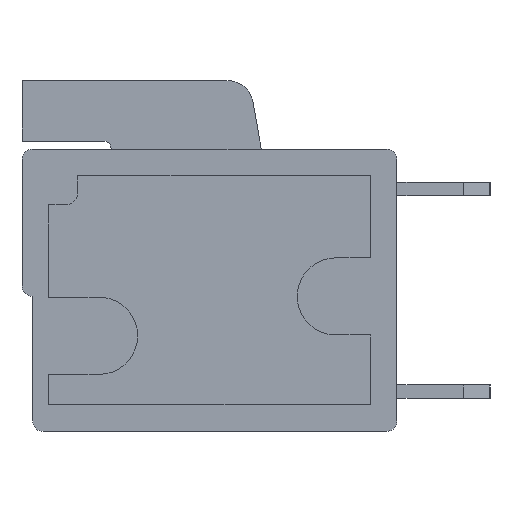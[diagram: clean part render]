
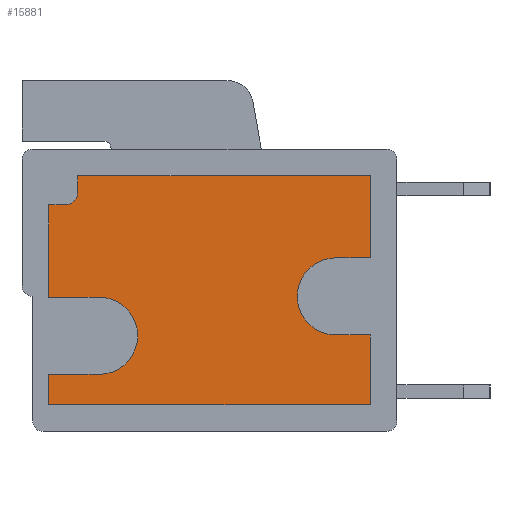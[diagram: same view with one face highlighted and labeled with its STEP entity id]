
A CAD part, left-side view. The second image highlights one B-rep face of the part: STEP entity #15881.
In plain terms, the highlighted planar face has unit normal (-1, 0, 0).
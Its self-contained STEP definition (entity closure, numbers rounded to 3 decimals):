
#128 = CARTESIAN_POINT ( 'NONE',  ( 1.5, 12., -3.58 ) ) ;
#505 = DIRECTION ( 'NONE',  ( -1., 0., 0. ) ) ;
#641 = VECTOR ( 'NONE', #12114, 1000. ) ;
#829 = CARTESIAN_POINT ( 'NONE',  ( 1.5, 13.1, -8.15 ) ) ;
#858 = VECTOR ( 'NONE', #13781, 1000. ) ;
#1346 = ORIENTED_EDGE ( 'NONE', *, *, #17353, .T. ) ;
#1439 = CARTESIAN_POINT ( 'NONE',  ( 1.5, 13.1, -12.2 ) ) ;
#1442 = CARTESIAN_POINT ( 'NONE',  ( 1.5, 0., -9.57 ) ) ;
#1514 = DIRECTION ( 'NONE',  ( 0., 1., 0. ) ) ;
#1584 = CARTESIAN_POINT ( 'NONE',  ( 1.5, 2.3, -8.12 ) ) ;
#1904 = EDGE_CURVE ( 'NONE', #11407, #3247, #9864, .T. ) ;
#1920 = ORIENTED_EDGE ( 'NONE', *, *, #11677, .T. ) ;
#1933 = LINE ( 'NONE', #3294, #15049 ) ;
#1943 = CARTESIAN_POINT ( 'NONE',  ( 1.5, 11.2, -8.15 ) ) ;
#1944 = VERTEX_POINT ( 'NONE', #11285 ) ;
#2101 = CARTESIAN_POINT ( 'NONE',  ( 1.5, 13.1, -4.68 ) ) ;
#2179 = VECTOR ( 'NONE', #13252, 1000. ) ;
#2402 = CARTESIAN_POINT ( 'NONE',  ( 1.5, 0., -11.05 ) ) ;
#2596 = CARTESIAN_POINT ( 'NONE',  ( 1.5, 2.3, -9.57 ) ) ;
#2922 = VECTOR ( 'NONE', #6244, 1000. ) ;
#2926 = EDGE_CURVE ( 'NONE', #7859, #8629, #17251, .T. ) ;
#3159 = CARTESIAN_POINT ( 'NONE',  ( 1.5, 12.5, -4.68 ) ) ;
#3247 = VERTEX_POINT ( 'NONE', #3623 ) ;
#3294 = CARTESIAN_POINT ( 'NONE',  ( 1.5, 1., 0. ) ) ;
#3418 = ORIENTED_EDGE ( 'NONE', *, *, #9204, .F. ) ;
#3557 = ORIENTED_EDGE ( 'NONE', *, *, #4336, .F. ) ;
#3623 = CARTESIAN_POINT ( 'NONE',  ( 1.5, 13.1, -11.05 ) ) ;
#3673 = LINE ( 'NONE', #2402, #15371 ) ;
#3714 = CARTESIAN_POINT ( 'NONE',  ( 1.5, 1., -6.67 ) ) ;
#3902 = ORIENTED_EDGE ( 'NONE', *, *, #8442, .F. ) ;
#4050 = CARTESIAN_POINT ( 'NONE',  ( 1.5, 0., -6.67 ) ) ;
#4097 = VECTOR ( 'NONE', #4236, 1000. ) ;
#4120 = DIRECTION ( 'NONE',  ( -1., 0., 0. ) ) ;
#4178 = CARTESIAN_POINT ( 'NONE',  ( 1.5, 11.2, -11.05 ) ) ;
#4236 = DIRECTION ( 'NONE',  ( 0., -1., 0. ) ) ;
#4336 = EDGE_CURVE ( 'NONE', #7859, #14715, #15796, .T. ) ;
#4549 = VECTOR ( 'NONE', #5890, 1000. ) ;
#4685 = DIRECTION ( 'NONE',  ( 0., 0., 1. ) ) ;
#4779 = VERTEX_POINT ( 'NONE', #3714 ) ;
#4992 = ORIENTED_EDGE ( 'NONE', *, *, #9957, .F. ) ;
#5890 = DIRECTION ( 'NONE',  ( 0., 0., 1. ) ) ;
#5909 = VECTOR ( 'NONE', #12708, 1000. ) ;
#6016 = CARTESIAN_POINT ( 'NONE',  ( 1.5, 0., 0. ) ) ;
#6173 = EDGE_CURVE ( 'NONE', #11826, #13602, #6443, .T. ) ;
#6244 = DIRECTION ( 'NONE',  ( 0., 0., -1. ) ) ;
#6443 = LINE ( 'NONE', #14679, #2179 ) ;
#6520 = DIRECTION ( 'NONE',  ( 0., 0., 1. ) ) ;
#6573 = CARTESIAN_POINT ( 'NONE',  ( 1.5, 13.1, 0. ) ) ;
#6621 = AXIS2_PLACEMENT_3D ( 'NONE', #11824, #12881, #17181 ) ;
#6881 = LINE ( 'NONE', #1442, #858 ) ;
#6953 = CARTESIAN_POINT ( 'NONE',  ( 1.5, 13.1, 0. ) ) ;
#7101 = ORIENTED_EDGE ( 'NONE', *, *, #6173, .T. ) ;
#7254 = VERTEX_POINT ( 'NONE', #13233 ) ;
#7310 = CARTESIAN_POINT ( 'NONE',  ( 1.5, 0., -12.2 ) ) ;
#7378 = CIRCLE ( 'NONE', #15012, 1.45 ) ;
#7394 = CARTESIAN_POINT ( 'NONE',  ( 1.5, 0., -8.15 ) ) ;
#7859 = VERTEX_POINT ( 'NONE', #829 ) ;
#8127 = EDGE_CURVE ( 'NONE', #11407, #11826, #9877, .T. ) ;
#8319 = ORIENTED_EDGE ( 'NONE', *, *, #8127, .T. ) ;
#8399 = FACE_OUTER_BOUND ( 'NONE', #10710, .T. ) ;
#8442 = EDGE_CURVE ( 'NONE', #8757, #8629, #15247, .T. ) ;
#8597 = CIRCLE ( 'NONE', #6621, 0.5 ) ;
#8629 = VERTEX_POINT ( 'NONE', #1943 ) ;
#8757 = VERTEX_POINT ( 'NONE', #4178 ) ;
#8896 = AXIS2_PLACEMENT_3D ( 'NONE', #6016, #16847, #4685 ) ;
#9100 = LINE ( 'NONE', #12968, #2922 ) ;
#9204 = EDGE_CURVE ( 'NONE', #7254, #13037, #7378, .T. ) ;
#9263 = ORIENTED_EDGE ( 'NONE', *, *, #10267, .F. ) ;
#9284 = ORIENTED_EDGE ( 'NONE', *, *, #14413, .T. ) ;
#9368 = LINE ( 'NONE', #4050, #10599 ) ;
#9851 = CARTESIAN_POINT ( 'NONE',  ( 1.5, 1., -12.2 ) ) ;
#9864 = LINE ( 'NONE', #6953, #4549 ) ;
#9877 = LINE ( 'NONE', #7310, #5909 ) ;
#9956 = EDGE_CURVE ( 'NONE', #14715, #12875, #13534, .T. ) ;
#9957 = EDGE_CURVE ( 'NONE', #14600, #12269, #11043, .T. ) ;
#10181 = ORIENTED_EDGE ( 'NONE', *, *, #12349, .T. ) ;
#10267 = EDGE_CURVE ( 'NONE', #4779, #7254, #9368, .T. ) ;
#10414 = ORIENTED_EDGE ( 'NONE', *, *, #1904, .F. ) ;
#10599 = VECTOR ( 'NONE', #1514, 1000. ) ;
#10710 = EDGE_LOOP ( 'NONE', ( #1346, #1920, #13894, #3557, #17000, #3902, #16229, #10414, #8319, #7101, #10181, #3418, #9263, #9284, #4992 ) ) ;
#11043 = LINE ( 'NONE', #14956, #641 ) ;
#11285 = CARTESIAN_POINT ( 'NONE',  ( 1.5, 12., -4.18 ) ) ;
#11407 = VERTEX_POINT ( 'NONE', #1439 ) ;
#11677 = EDGE_CURVE ( 'NONE', #1944, #12875, #8597, .T. ) ;
#11824 = CARTESIAN_POINT ( 'NONE',  ( 1.5, 12.5, -4.18 ) ) ;
#11826 = VERTEX_POINT ( 'NONE', #9851 ) ;
#12053 = VECTOR ( 'NONE', #12792, 1000. ) ;
#12114 = DIRECTION ( 'NONE',  ( 0., -1., 0. ) ) ;
#12269 = VERTEX_POINT ( 'NONE', #15791 ) ;
#12349 = EDGE_CURVE ( 'NONE', #13602, #13037, #6881, .T. ) ;
#12677 = DIRECTION ( 'NONE',  ( 0., 0., 1. ) ) ;
#12708 = DIRECTION ( 'NONE',  ( 0., -1., 0. ) ) ;
#12792 = DIRECTION ( 'NONE',  ( 0., -1., 0. ) ) ;
#12875 = VERTEX_POINT ( 'NONE', #3159 ) ;
#12881 = DIRECTION ( 'NONE',  ( 1., 0., 0. ) ) ;
#12968 = CARTESIAN_POINT ( 'NONE',  ( 1.5, 12., 0. ) ) ;
#13037 = VERTEX_POINT ( 'NONE', #2596 ) ;
#13233 = CARTESIAN_POINT ( 'NONE',  ( 1.5, 2.3, -6.67 ) ) ;
#13252 = DIRECTION ( 'NONE',  ( 0., 0., 1. ) ) ;
#13326 = CARTESIAN_POINT ( 'NONE',  ( 1.5, 11.2, -9.6 ) ) ;
#13534 = LINE ( 'NONE', #16139, #4097 ) ;
#13543 = AXIS2_PLACEMENT_3D ( 'NONE', #13326, #4120, #6520 ) ;
#13602 = VERTEX_POINT ( 'NONE', #15441 ) ;
#13781 = DIRECTION ( 'NONE',  ( 0., 1., 0. ) ) ;
#13894 = ORIENTED_EDGE ( 'NONE', *, *, #9956, .F. ) ;
#13939 = DIRECTION ( 'NONE',  ( 0., 0., 1. ) ) ;
#14311 = DIRECTION ( 'NONE',  ( 0., -1., 0. ) ) ;
#14413 = EDGE_CURVE ( 'NONE', #4779, #12269, #1933, .T. ) ;
#14600 = VERTEX_POINT ( 'NONE', #128 ) ;
#14679 = CARTESIAN_POINT ( 'NONE',  ( 1.5, 1., 0. ) ) ;
#14715 = VERTEX_POINT ( 'NONE', #2101 ) ;
#14956 = CARTESIAN_POINT ( 'NONE',  ( 1.5, 0., -3.58 ) ) ;
#15012 = AXIS2_PLACEMENT_3D ( 'NONE', #1584, #505, #13939 ) ;
#15049 = VECTOR ( 'NONE', #12677, 1000. ) ;
#15130 = PLANE ( 'NONE',  #8896 ) ;
#15247 = CIRCLE ( 'NONE', #13543, 1.45 ) ;
#15371 = VECTOR ( 'NONE', #14311, 1000. ) ;
#15441 = CARTESIAN_POINT ( 'NONE',  ( 1.5, 1., -9.57 ) ) ;
#15595 = EDGE_CURVE ( 'NONE', #3247, #8757, #3673, .T. ) ;
#15791 = CARTESIAN_POINT ( 'NONE',  ( 1.5, 1., -3.58 ) ) ;
#15796 = LINE ( 'NONE', #6573, #17207 ) ;
#15881 = ADVANCED_FACE ( 'NONE', ( #8399 ), #15130, .T. ) ;
#16061 = DIRECTION ( 'NONE',  ( 0., 0., 1. ) ) ;
#16139 = CARTESIAN_POINT ( 'NONE',  ( 1.5, 0., -4.68 ) ) ;
#16229 = ORIENTED_EDGE ( 'NONE', *, *, #15595, .F. ) ;
#16847 = DIRECTION ( 'NONE',  ( -1., 0., 0. ) ) ;
#17000 = ORIENTED_EDGE ( 'NONE', *, *, #2926, .T. ) ;
#17181 = DIRECTION ( 'NONE',  ( 0., 0., 1. ) ) ;
#17207 = VECTOR ( 'NONE', #16061, 1000. ) ;
#17251 = LINE ( 'NONE', #7394, #12053 ) ;
#17353 = EDGE_CURVE ( 'NONE', #14600, #1944, #9100, .T. ) ;
